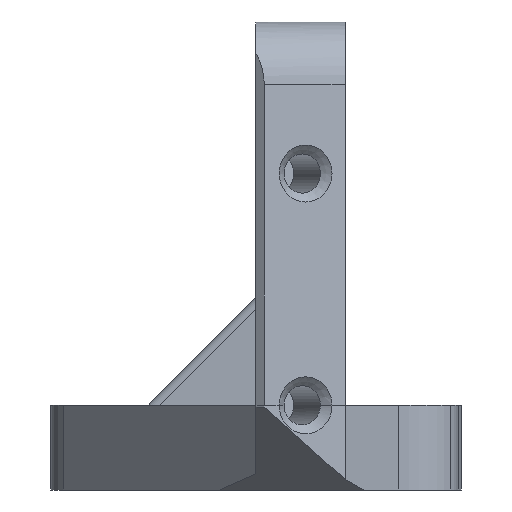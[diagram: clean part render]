
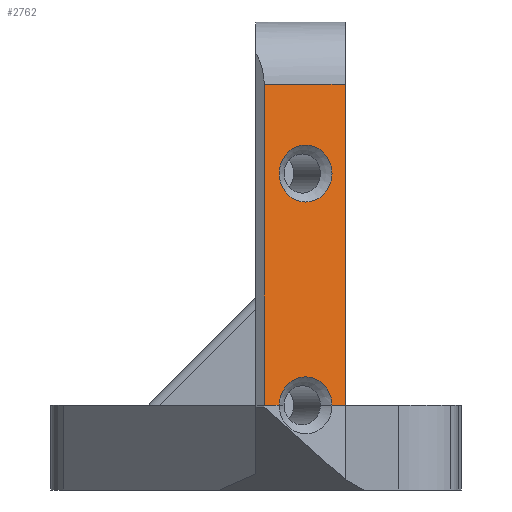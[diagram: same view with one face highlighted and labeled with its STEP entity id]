
A CAD part, left-side view. The second image highlights one B-rep face of the part: STEP entity #2762.
In plain terms, the highlighted planar face has unit normal (-0.927, -0.375, 0).
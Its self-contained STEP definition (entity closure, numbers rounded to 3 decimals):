
#73 = VERTEX_POINT('',#74);
#74 = CARTESIAN_POINT('',(-65.,6.,9.5));
#116 = PLANE('',#117);
#117 = AXIS2_PLACEMENT_3D('',#118,#119,#120);
#118 = CARTESIAN_POINT('',(-65.,6.,9.5));
#119 = DIRECTION('',(0.,1.,0.));
#120 = DIRECTION('',(1.,0.,0.));
#1154 = PLANE('',#1155);
#1155 = AXIS2_PLACEMENT_3D('',#1156,#1157,#1158);
#1156 = CARTESIAN_POINT('',(-65.,6.,0.));
#1157 = DIRECTION('',(-0.927,-0.375,0.));
#1158 = DIRECTION('',(-0.375,0.927,0.));
#1278 = EDGE_CURVE('',#73,#1279,#1281,.T.);
#1279 = VERTEX_POINT('',#1280);
#1280 = CARTESIAN_POINT('',(-65.,6.,45.5));
#1281 = SURFACE_CURVE('',#1282,(#1286,#1293),.PCURVE_S1.);
#1282 = LINE('',#1283,#1284);
#1283 = CARTESIAN_POINT('',(-65.,6.,9.5));
#1284 = VECTOR('',#1285,1.);
#1285 = DIRECTION('',(0.,0.,1.));
#1286 = PCURVE('',#116,#1287);
#1287 = DEFINITIONAL_REPRESENTATION('',(#1288),#1292);
#1288 = LINE('',#1289,#1290);
#1289 = CARTESIAN_POINT('',(0.,0.));
#1290 = VECTOR('',#1291,1.);
#1291 = DIRECTION('',(0.,-1.));
#1292 = ( GEOMETRIC_REPRESENTATION_CONTEXT(2) 
PARAMETRIC_REPRESENTATION_CONTEXT() REPRESENTATION_CONTEXT('2D SPACE',''
  ) );
#1293 = PCURVE('',#1294,#1299);
#1294 = PLANE('',#1295);
#1295 = AXIS2_PLACEMENT_3D('',#1296,#1297,#1298);
#1296 = CARTESIAN_POINT('',(-69.04,16.,9.5));
#1297 = DIRECTION('',(0.927,0.375,0.));
#1298 = DIRECTION('',(0.375,-0.927,0.));
#1299 = DEFINITIONAL_REPRESENTATION('',(#1300),#1304);
#1300 = LINE('',#1301,#1302);
#1301 = CARTESIAN_POINT('',(10.785,0.));
#1302 = VECTOR('',#1303,1.);
#1303 = DIRECTION('',(0.,-1.));
#1304 = ( GEOMETRIC_REPRESENTATION_CONTEXT(2) 
PARAMETRIC_REPRESENTATION_CONTEXT() REPRESENTATION_CONTEXT('2D SPACE',''
  ) );
#1323 = CYLINDRICAL_SURFACE('',#1324,7.);
#1324 = AXIS2_PLACEMENT_3D('',#1325,#1326,#1327);
#1325 = CARTESIAN_POINT('',(-62.175,17.695,45.5));
#1326 = DIRECTION('',(0.375,-0.927,0.));
#1327 = DIRECTION('',(-0.927,-0.375,0.));
#2483 = EDGE_CURVE('',#2484,#2486,#2488,.T.);
#2484 = VERTEX_POINT('',#2485);
#2485 = CARTESIAN_POINT('',(-68.666,15.073,9.5));
#2486 = VERTEX_POINT('',#2487);
#2487 = CARTESIAN_POINT('',(-67.991,13.404,9.5));
#2488 = SURFACE_CURVE('',#2489,(#2493,#2500),.PCURVE_S1.);
#2489 = LINE('',#2490,#2491);
#2490 = CARTESIAN_POINT('',(-69.04,16.,9.5));
#2491 = VECTOR('',#2492,1.);
#2492 = DIRECTION('',(0.375,-0.927,0.));
#2493 = PCURVE('',#1154,#2494);
#2494 = DEFINITIONAL_REPRESENTATION('',(#2495),#2499);
#2495 = LINE('',#2496,#2497);
#2496 = CARTESIAN_POINT('',(10.785,-9.5));
#2497 = VECTOR('',#2498,1.);
#2498 = DIRECTION('',(-1.,0.));
#2499 = ( GEOMETRIC_REPRESENTATION_CONTEXT(2) 
PARAMETRIC_REPRESENTATION_CONTEXT() REPRESENTATION_CONTEXT('2D SPACE',''
  ) );
#2500 = PCURVE('',#1294,#2501);
#2501 = DEFINITIONAL_REPRESENTATION('',(#2502),#2506);
#2502 = LINE('',#2503,#2504);
#2503 = CARTESIAN_POINT('',(0.,0.));
#2504 = VECTOR('',#2505,1.);
#2505 = DIRECTION('',(1.,0.));
#2506 = ( GEOMETRIC_REPRESENTATION_CONTEXT(2) 
PARAMETRIC_REPRESENTATION_CONTEXT() REPRESENTATION_CONTEXT('2D SPACE',''
  ) );
#2531 = EDGE_CURVE('',#2532,#73,#2534,.T.);
#2532 = VERTEX_POINT('',#2533);
#2533 = CARTESIAN_POINT('',(-65.594,7.47,9.5));
#2534 = SURFACE_CURVE('',#2535,(#2539,#2546),.PCURVE_S1.);
#2535 = LINE('',#2536,#2537);
#2536 = CARTESIAN_POINT('',(-69.04,16.,9.5));
#2537 = VECTOR('',#2538,1.);
#2538 = DIRECTION('',(0.375,-0.927,0.));
#2539 = PCURVE('',#1154,#2540);
#2540 = DEFINITIONAL_REPRESENTATION('',(#2541),#2545);
#2541 = LINE('',#2542,#2543);
#2542 = CARTESIAN_POINT('',(10.785,-9.5));
#2543 = VECTOR('',#2544,1.);
#2544 = DIRECTION('',(-1.,0.));
#2545 = ( GEOMETRIC_REPRESENTATION_CONTEXT(2) 
PARAMETRIC_REPRESENTATION_CONTEXT() REPRESENTATION_CONTEXT('2D SPACE',''
  ) );
#2546 = PCURVE('',#1294,#2547);
#2547 = DEFINITIONAL_REPRESENTATION('',(#2548),#2552);
#2548 = LINE('',#2549,#2550);
#2549 = CARTESIAN_POINT('',(0.,0.));
#2550 = VECTOR('',#2551,1.);
#2551 = DIRECTION('',(1.,0.));
#2552 = ( GEOMETRIC_REPRESENTATION_CONTEXT(2) 
PARAMETRIC_REPRESENTATION_CONTEXT() REPRESENTATION_CONTEXT('2D SPACE',''
  ) );
#2762 = ADVANCED_FACE('',(#2763,#2848),#1294,.F.);
#2763 = FACE_BOUND('',#2764,.F.);
#2764 = EDGE_LOOP('',(#2765,#2766,#2794,#2815,#2816,#2817));
#2765 = ORIENTED_EDGE('',*,*,#2483,.F.);
#2766 = ORIENTED_EDGE('',*,*,#2767,.T.);
#2767 = EDGE_CURVE('',#2484,#2768,#2770,.T.);
#2768 = VERTEX_POINT('',#2769);
#2769 = CARTESIAN_POINT('',(-68.666,15.073,45.5));
#2770 = SURFACE_CURVE('',#2771,(#2775,#2782),.PCURVE_S1.);
#2771 = LINE('',#2772,#2773);
#2772 = CARTESIAN_POINT('',(-68.666,15.073,9.5));
#2773 = VECTOR('',#2774,1.);
#2774 = DIRECTION('',(0.,0.,1.));
#2775 = PCURVE('',#1294,#2776);
#2776 = DEFINITIONAL_REPRESENTATION('',(#2777),#2781);
#2777 = LINE('',#2778,#2779);
#2778 = CARTESIAN_POINT('',(1.,0.));
#2779 = VECTOR('',#2780,1.);
#2780 = DIRECTION('',(0.,-1.));
#2781 = ( GEOMETRIC_REPRESENTATION_CONTEXT(2) 
PARAMETRIC_REPRESENTATION_CONTEXT() REPRESENTATION_CONTEXT('2D SPACE',''
  ) );
#2782 = PCURVE('',#2783,#2788);
#2783 = PLANE('',#2784);
#2784 = AXIS2_PLACEMENT_3D('',#2785,#2786,#2787);
#2785 = CARTESIAN_POINT('',(-68.353,15.536,9.5));
#2786 = DIRECTION('',(-0.829,0.559,0.));
#2787 = DIRECTION('',(0.,0.,1.));
#2788 = DEFINITIONAL_REPRESENTATION('',(#2789),#2793);
#2789 = LINE('',#2790,#2791);
#2790 = CARTESIAN_POINT('',(0.,-0.559));
#2791 = VECTOR('',#2792,1.);
#2792 = DIRECTION('',(1.,0.));
#2793 = ( GEOMETRIC_REPRESENTATION_CONTEXT(2) 
PARAMETRIC_REPRESENTATION_CONTEXT() REPRESENTATION_CONTEXT('2D SPACE',''
  ) );
#2794 = ORIENTED_EDGE('',*,*,#2795,.T.);
#2795 = EDGE_CURVE('',#2768,#1279,#2796,.T.);
#2796 = SURFACE_CURVE('',#2797,(#2801,#2808),.PCURVE_S1.);
#2797 = LINE('',#2798,#2799);
#2798 = CARTESIAN_POINT('',(-68.666,15.073,45.5));
#2799 = VECTOR('',#2800,1.);
#2800 = DIRECTION('',(0.375,-0.927,0.));
#2801 = PCURVE('',#1294,#2802);
#2802 = DEFINITIONAL_REPRESENTATION('',(#2803),#2807);
#2803 = LINE('',#2804,#2805);
#2804 = CARTESIAN_POINT('',(1.,-36.));
#2805 = VECTOR('',#2806,1.);
#2806 = DIRECTION('',(1.,0.));
#2807 = ( GEOMETRIC_REPRESENTATION_CONTEXT(2) 
PARAMETRIC_REPRESENTATION_CONTEXT() REPRESENTATION_CONTEXT('2D SPACE',''
  ) );
#2808 = PCURVE('',#1323,#2809);
#2809 = DEFINITIONAL_REPRESENTATION('',(#2810),#2814);
#2810 = LINE('',#2811,#2812);
#2811 = CARTESIAN_POINT('',(-0.,0.));
#2812 = VECTOR('',#2813,1.);
#2813 = DIRECTION('',(-0.,1.));
#2814 = ( GEOMETRIC_REPRESENTATION_CONTEXT(2) 
PARAMETRIC_REPRESENTATION_CONTEXT() REPRESENTATION_CONTEXT('2D SPACE',''
  ) );
#2815 = ORIENTED_EDGE('',*,*,#1278,.F.);
#2816 = ORIENTED_EDGE('',*,*,#2531,.F.);
#2817 = ORIENTED_EDGE('',*,*,#2818,.T.);
#2818 = EDGE_CURVE('',#2532,#2486,#2819,.T.);
#2819 = SURFACE_CURVE('',#2820,(#2825,#2836),.PCURVE_S1.);
#2820 = CIRCLE('',#2821,3.2);
#2821 = AXIS2_PLACEMENT_3D('',#2822,#2823,#2824);
#2822 = CARTESIAN_POINT('',(-66.793,10.437,9.5));
#2823 = DIRECTION('',(-0.927,-0.375,0.));
#2824 = DIRECTION('',(0.375,-0.927,0.));
#2825 = PCURVE('',#1294,#2826);
#2826 = DEFINITIONAL_REPRESENTATION('',(#2827),#2835);
#2827 = ( BOUNDED_CURVE() B_SPLINE_CURVE(2,(#2828,#2829,#2830,#2831,
#2832,#2833,#2834),.UNSPECIFIED.,.T.,.F.) B_SPLINE_CURVE_WITH_KNOTS((1,2
    ,2,2,2,1),(-2.094,0.,2.094,4.189,
6.283,8.378),.UNSPECIFIED.) CURVE() 
GEOMETRIC_REPRESENTATION_ITEM() RATIONAL_B_SPLINE_CURVE((1.,0.5,1.,0.5,
1.,0.5,1.)) REPRESENTATION_ITEM('') );
#2828 = CARTESIAN_POINT('',(9.2,0.));
#2829 = CARTESIAN_POINT('',(9.2,-5.543));
#2830 = CARTESIAN_POINT('',(4.4,-2.771));
#2831 = CARTESIAN_POINT('',(-0.4,0.));
#2832 = CARTESIAN_POINT('',(4.4,2.771));
#2833 = CARTESIAN_POINT('',(9.2,5.543));
#2834 = CARTESIAN_POINT('',(9.2,0.));
#2835 = ( GEOMETRIC_REPRESENTATION_CONTEXT(2) 
PARAMETRIC_REPRESENTATION_CONTEXT() REPRESENTATION_CONTEXT('2D SPACE',''
  ) );
#2836 = PCURVE('',#2837,#2842);
#2837 = CONICAL_SURFACE('',#2838,2.2,0.785);
#2838 = AXIS2_PLACEMENT_3D('',#2839,#2840,#2841);
#2839 = CARTESIAN_POINT('',(-65.865,10.812,9.5));
#2840 = DIRECTION('',(-0.927,-0.375,-0.));
#2841 = DIRECTION('',(0.375,-0.927,0.));
#2842 = DEFINITIONAL_REPRESENTATION('',(#2843),#2847);
#2843 = LINE('',#2844,#2845);
#2844 = CARTESIAN_POINT('',(-0.,1.));
#2845 = VECTOR('',#2846,1.);
#2846 = DIRECTION('',(1.,-0.));
#2847 = ( GEOMETRIC_REPRESENTATION_CONTEXT(2) 
PARAMETRIC_REPRESENTATION_CONTEXT() REPRESENTATION_CONTEXT('2D SPACE',''
  ) );
#2848 = FACE_BOUND('',#2849,.F.);
#2849 = EDGE_LOOP('',(#2850));
#2850 = ORIENTED_EDGE('',*,*,#2851,.T.);
#2851 = EDGE_CURVE('',#2852,#2852,#2854,.T.);
#2852 = VERTEX_POINT('',#2853);
#2853 = CARTESIAN_POINT('',(-65.594,7.47,35.5));
#2854 = SURFACE_CURVE('',#2855,(#2860,#2871),.PCURVE_S1.);
#2855 = CIRCLE('',#2856,3.2);
#2856 = AXIS2_PLACEMENT_3D('',#2857,#2858,#2859);
#2857 = CARTESIAN_POINT('',(-66.793,10.437,35.5));
#2858 = DIRECTION('',(-0.927,-0.375,0.));
#2859 = DIRECTION('',(0.375,-0.927,0.));
#2860 = PCURVE('',#1294,#2861);
#2861 = DEFINITIONAL_REPRESENTATION('',(#2862),#2870);
#2862 = ( BOUNDED_CURVE() B_SPLINE_CURVE(2,(#2863,#2864,#2865,#2866,
#2867,#2868,#2869),.UNSPECIFIED.,.T.,.F.) B_SPLINE_CURVE_WITH_KNOTS((1,2
    ,2,2,2,1),(-2.094,0.,2.094,4.189,
6.283,8.378),.UNSPECIFIED.) CURVE() 
GEOMETRIC_REPRESENTATION_ITEM() RATIONAL_B_SPLINE_CURVE((1.,0.5,1.,0.5,
1.,0.5,1.)) REPRESENTATION_ITEM('') );
#2863 = CARTESIAN_POINT('',(9.2,-26.));
#2864 = CARTESIAN_POINT('',(9.2,-31.543));
#2865 = CARTESIAN_POINT('',(4.4,-28.771));
#2866 = CARTESIAN_POINT('',(-0.4,-26.));
#2867 = CARTESIAN_POINT('',(4.4,-23.229));
#2868 = CARTESIAN_POINT('',(9.2,-20.457));
#2869 = CARTESIAN_POINT('',(9.2,-26.));
#2870 = ( GEOMETRIC_REPRESENTATION_CONTEXT(2) 
PARAMETRIC_REPRESENTATION_CONTEXT() REPRESENTATION_CONTEXT('2D SPACE',''
  ) );
#2871 = PCURVE('',#2872,#2877);
#2872 = CONICAL_SURFACE('',#2873,2.2,0.785);
#2873 = AXIS2_PLACEMENT_3D('',#2874,#2875,#2876);
#2874 = CARTESIAN_POINT('',(-65.865,10.812,35.5));
#2875 = DIRECTION('',(-0.927,-0.375,-0.));
#2876 = DIRECTION('',(0.375,-0.927,0.));
#2877 = DEFINITIONAL_REPRESENTATION('',(#2878),#2882);
#2878 = LINE('',#2879,#2880);
#2879 = CARTESIAN_POINT('',(-0.,1.));
#2880 = VECTOR('',#2881,1.);
#2881 = DIRECTION('',(1.,-0.));
#2882 = ( GEOMETRIC_REPRESENTATION_CONTEXT(2) 
PARAMETRIC_REPRESENTATION_CONTEXT() REPRESENTATION_CONTEXT('2D SPACE',''
  ) );
